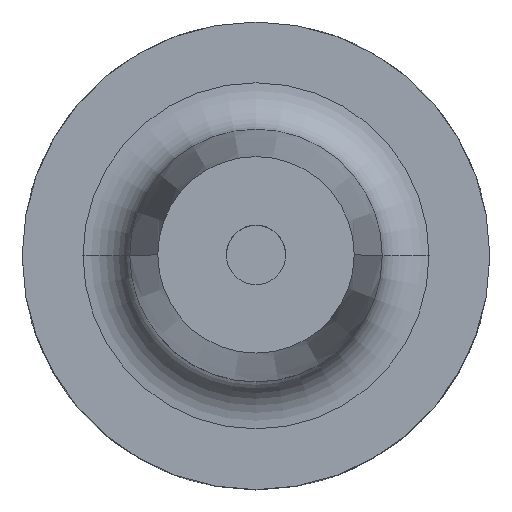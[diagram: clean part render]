
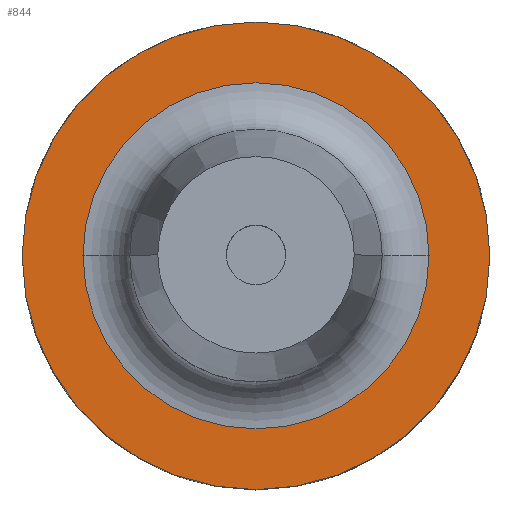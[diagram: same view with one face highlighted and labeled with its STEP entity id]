
A CAD part, top view. The second image highlights one B-rep face of the part: STEP entity #844.
In plain terms, the highlighted planar face has unit normal (0, 0, 1).
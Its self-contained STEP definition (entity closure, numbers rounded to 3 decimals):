
#347 = CIRCLE ( 'NONE', #2376, 18.5 ) ;
#410 = DIRECTION ( 'NONE',  ( -1., 0., 0. ) ) ;
#428 = DIRECTION ( 'NONE',  ( 0., 0., 1. ) ) ;
#443 = CARTESIAN_POINT ( 'NONE',  ( -25., 0., 20. ) ) ;
#516 = FACE_OUTER_BOUND ( 'NONE', #3336, .T. ) ;
#737 = DIRECTION ( 'NONE',  ( 0., 0., 1. ) ) ;
#765 = ORIENTED_EDGE ( 'NONE', *, *, #2797, .T. ) ;
#844 = ADVANCED_FACE ( 'NONE', ( #3328, #516 ), #2012, .F. ) ;
#960 = EDGE_CURVE ( 'NONE', #4049, #2658, #1690, .T. ) ;
#1264 = CARTESIAN_POINT ( 'NONE',  ( 0., 0., 20. ) ) ;
#1478 = DIRECTION ( 'NONE',  ( 0., 0., -1. ) ) ;
#1528 = EDGE_CURVE ( 'NONE', #2658, #4049, #347, .T. ) ;
#1595 = CARTESIAN_POINT ( 'NONE',  ( -18.5, 0., 20. ) ) ;
#1601 = CARTESIAN_POINT ( 'NONE',  ( 0., 0., 20. ) ) ;
#1690 = CIRCLE ( 'NONE', #2333, 18.5 ) ;
#1837 = CARTESIAN_POINT ( 'NONE',  ( 25., 0., 20. ) ) ;
#1957 = DIRECTION ( 'NONE',  ( -1., 0., 0. ) ) ;
#2012 = PLANE ( 'NONE',  #2436 ) ;
#2333 = AXIS2_PLACEMENT_3D ( 'NONE', #1264, #1478, #410 ) ;
#2376 = AXIS2_PLACEMENT_3D ( 'NONE', #1601, #4166, #1957 ) ;
#2436 = AXIS2_PLACEMENT_3D ( 'NONE', #3890, #3489, #3156 ) ;
#2552 = VERTEX_POINT ( 'NONE', #1837 ) ;
#2632 = CARTESIAN_POINT ( 'NONE',  ( 0., 0., 20. ) ) ;
#2658 = VERTEX_POINT ( 'NONE', #2958 ) ;
#2797 = EDGE_CURVE ( 'NONE', #2552, #3957, #4717, .T. ) ;
#2952 = EDGE_CURVE ( 'NONE', #3957, #2552, #3619, .T. ) ;
#2958 = CARTESIAN_POINT ( 'NONE',  ( 18.5, 0., 20. ) ) ;
#2965 = CARTESIAN_POINT ( 'NONE',  ( 0., 0., 20. ) ) ;
#3012 = DIRECTION ( 'NONE',  ( 1., 0., 0. ) ) ;
#3078 = AXIS2_PLACEMENT_3D ( 'NONE', #2965, #737, #3314 ) ;
#3156 = DIRECTION ( 'NONE',  ( -1., 0., 0. ) ) ;
#3314 = DIRECTION ( 'NONE',  ( 1., 0., 0. ) ) ;
#3328 = FACE_BOUND ( 'NONE', #4544, .T. ) ;
#3336 = EDGE_LOOP ( 'NONE', ( #765, #3717 ) ) ;
#3489 = DIRECTION ( 'NONE',  ( 0., 0., -1. ) ) ;
#3607 = ORIENTED_EDGE ( 'NONE', *, *, #960, .T. ) ;
#3619 = CIRCLE ( 'NONE', #4323, 25. ) ;
#3717 = ORIENTED_EDGE ( 'NONE', *, *, #2952, .T. ) ;
#3890 = CARTESIAN_POINT ( 'NONE',  ( 0., 0., 20. ) ) ;
#3957 = VERTEX_POINT ( 'NONE', #443 ) ;
#4049 = VERTEX_POINT ( 'NONE', #1595 ) ;
#4166 = DIRECTION ( 'NONE',  ( 0., 0., -1. ) ) ;
#4323 = AXIS2_PLACEMENT_3D ( 'NONE', #2632, #428, #3012 ) ;
#4544 = EDGE_LOOP ( 'NONE', ( #3607, #4587 ) ) ;
#4587 = ORIENTED_EDGE ( 'NONE', *, *, #1528, .T. ) ;
#4717 = CIRCLE ( 'NONE', #3078, 25. ) ;
